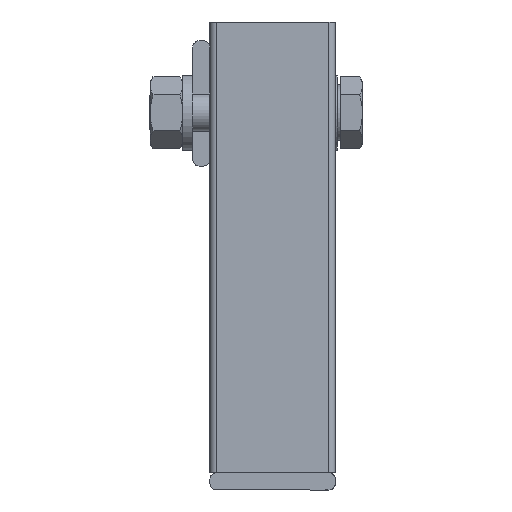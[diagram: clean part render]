
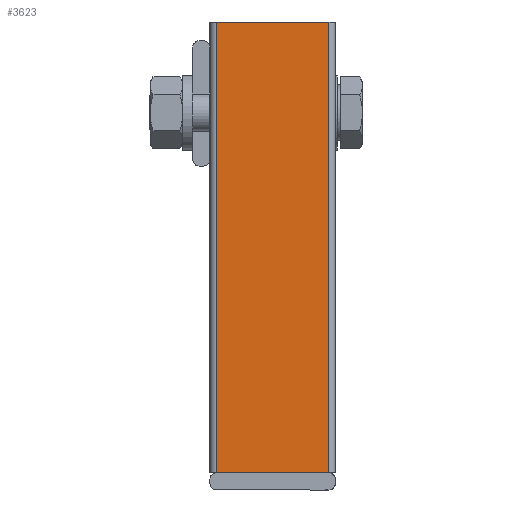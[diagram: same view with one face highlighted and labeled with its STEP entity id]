
A CAD part, front view. The second image highlights one B-rep face of the part: STEP entity #3623.
In plain terms, the highlighted face is planar.
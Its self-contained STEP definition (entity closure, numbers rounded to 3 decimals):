
#184=LINE('',#6843,#348);
#185=LINE('',#6846,#349);
#186=LINE('',#6848,#350);
#187=LINE('',#6850,#351);
#348=VECTOR('',#5428,1000.);
#349=VECTOR('',#5429,1000.);
#350=VECTOR('',#5430,1000.);
#351=VECTOR('',#5431,1000.);
#1315=PLANE('',#4381);
#1868=ORIENTED_EDGE('',*,*,#2368,.T.);
#1869=ORIENTED_EDGE('',*,*,#2369,.T.);
#1870=ORIENTED_EDGE('',*,*,#2370,.F.);
#1871=ORIENTED_EDGE('',*,*,#2371,.T.);
#2368=EDGE_CURVE('',#2686,#2687,#184,.T.);
#2369=EDGE_CURVE('',#2687,#2688,#185,.F.);
#2370=EDGE_CURVE('',#2689,#2688,#186,.T.);
#2371=EDGE_CURVE('',#2689,#2686,#187,.T.);
#2686=VERTEX_POINT('',#6844);
#2687=VERTEX_POINT('',#6845);
#2688=VERTEX_POINT('',#6847);
#2689=VERTEX_POINT('',#6849);
#3101=EDGE_LOOP('',(#1868,#1869,#1870,#1871));
#3367=FACE_BOUND('',#3101,.T.);
#3623=ADVANCED_FACE('',(#3367),#1315,.F.);
#4381=AXIS2_PLACEMENT_3D('',#6842,#5426,#5427);
#5426=DIRECTION('',(0.,0.,1.));
#5427=DIRECTION('',(1.,0.,0.));
#5428=DIRECTION('',(1.,0.,0.));
#5429=DIRECTION('',(0.,1.,0.));
#5430=DIRECTION('',(1.,0.,0.));
#5431=DIRECTION('',(0.,1.,0.));
#6842=CARTESIAN_POINT('',(0.,-72.,0.));
#6843=CARTESIAN_POINT('',(0.,0.,0.));
#6844=CARTESIAN_POINT('',(1.,0.,0.));
#6845=CARTESIAN_POINT('',(19.,0.,0.));
#6846=CARTESIAN_POINT('',(19.,-72.,0.));
#6847=CARTESIAN_POINT('',(19.,-72.,0.));
#6848=CARTESIAN_POINT('',(0.,-72.,0.));
#6849=CARTESIAN_POINT('',(1.,-72.,0.));
#6850=CARTESIAN_POINT('',(1.,-72.,0.));
